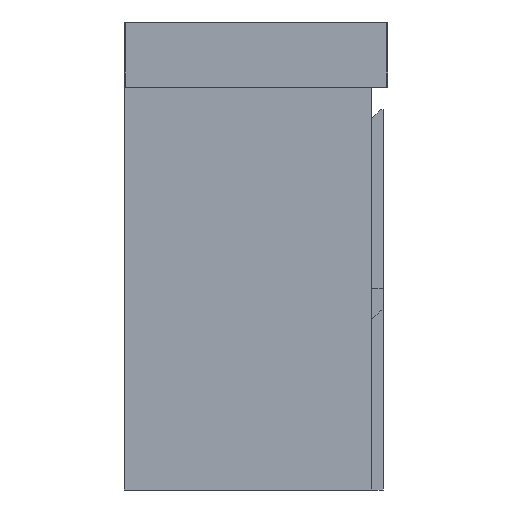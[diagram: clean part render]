
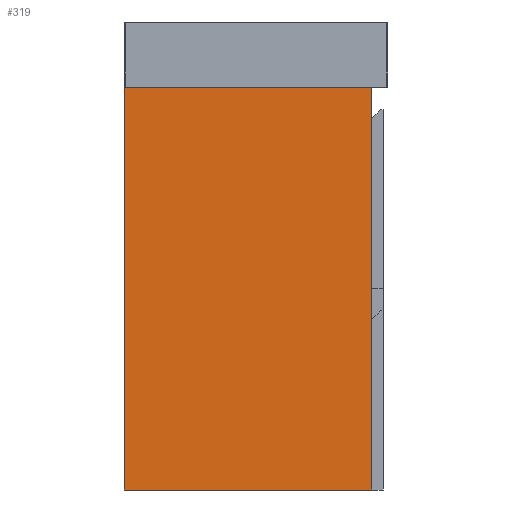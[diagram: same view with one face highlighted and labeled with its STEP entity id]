
A CAD part, left-side view. The second image highlights one B-rep face of the part: STEP entity #319.
In plain terms, the highlighted planar face has unit normal (-1, 0, 0).
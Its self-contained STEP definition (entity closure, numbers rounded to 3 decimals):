
#319=ADVANCED_FACE('',(#414),#1533,.T.);
#414=FACE_OUTER_BOUND('',#510,.T.);
#510=EDGE_LOOP('',(#743,#744,#745,#746));
#743=ORIENTED_EDGE('',*,*,#1060,.F.);
#744=ORIENTED_EDGE('',*,*,#1047,.T.);
#745=ORIENTED_EDGE('',*,*,#1058,.T.);
#746=ORIENTED_EDGE('',*,*,#1059,.F.);
#1047=EDGE_CURVE('',#1416,#1415,#1247,.T.);
#1058=EDGE_CURVE('',#1415,#1423,#1258,.T.);
#1059=EDGE_CURVE('',#1424,#1423,#1259,.T.);
#1060=EDGE_CURVE('',#1416,#1424,#1260,.T.);
#1247=B_SPLINE_CURVE_WITH_KNOTS('',1,(#2412,#2413),.UNSPECIFIED.,.F.,.F.,
(2,2),(-550.,0.),.UNSPECIFIED.);
#1258=B_SPLINE_CURVE_WITH_KNOTS('',1,(#2434,#2435),.UNSPECIFIED.,.F.,.F.,
(2,2),(-338.,0.),.UNSPECIFIED.);
#1259=B_SPLINE_CURVE_WITH_KNOTS('',1,(#2436,#2437),.UNSPECIFIED.,.F.,.F.,
(2,2),(-550.,0.),.UNSPECIFIED.);
#1260=B_SPLINE_CURVE_WITH_KNOTS('',1,(#2438,#2439),.UNSPECIFIED.,.F.,.F.,
(2,2),(-338.,0.),.UNSPECIFIED.);
#1415=VERTEX_POINT('',#2392);
#1416=VERTEX_POINT('',#2393);
#1423=VERTEX_POINT('',#2400);
#1424=VERTEX_POINT('',#2401);
#1533=PLANE('',#1752);
#1752=AXIS2_PLACEMENT_3D('',#2381,#1865,$);
#1865=DIRECTION('',(-1.,0.,0.));
#2381=CARTESIAN_POINT('',(-744.,-330.,371.8));
#2392=CARTESIAN_POINT('',(-744.,275.,338.));
#2393=CARTESIAN_POINT('',(-744.,-275.,338.));
#2400=CARTESIAN_POINT('',(-744.,275.,0.));
#2401=CARTESIAN_POINT('',(-744.,-275.,0.));
#2412=CARTESIAN_POINT('',(-744.,-275.,338.));
#2413=CARTESIAN_POINT('',(-744.,275.,338.));
#2434=CARTESIAN_POINT('',(-744.,275.,338.));
#2435=CARTESIAN_POINT('',(-744.,275.,0.));
#2436=CARTESIAN_POINT('',(-744.,-275.,0.));
#2437=CARTESIAN_POINT('',(-744.,275.,0.));
#2438=CARTESIAN_POINT('',(-744.,-275.,338.));
#2439=CARTESIAN_POINT('',(-744.,-275.,0.));
